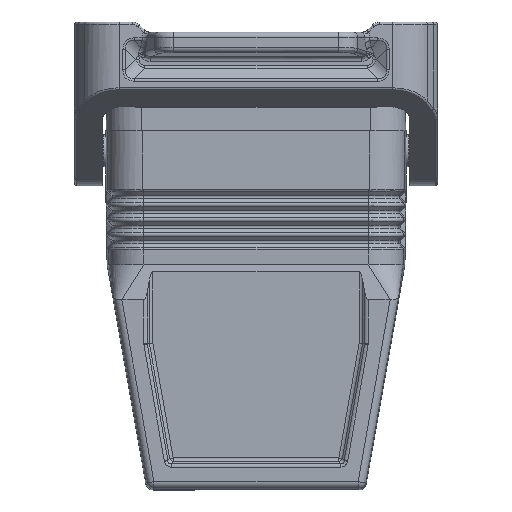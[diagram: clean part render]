
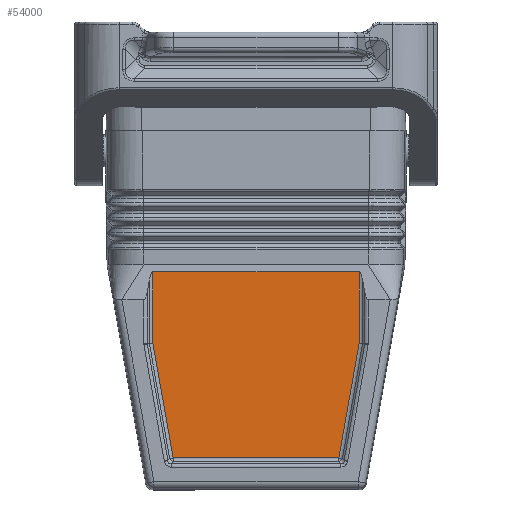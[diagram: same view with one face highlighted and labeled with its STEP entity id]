
A CAD part, front view. The second image highlights one B-rep face of the part: STEP entity #54000.
In plain terms, the highlighted face is planar.
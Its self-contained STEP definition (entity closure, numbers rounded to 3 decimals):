
#53450=CARTESIAN_POINT('',(70.874,64.361,
44.579));
#53460=DIRECTION('',(1.,0.,0.));
#53470=DIRECTION('',(0.,1.,0.));
#53480=AXIS2_PLACEMENT_3D('',#53450,#53460,#53470);
#53490=PLANE('',#53480);
#53500=CARTESIAN_POINT('',(70.874,24.311,12.));
#53510=DIRECTION('',(0.,-0.174,-0.985));
#53520=VECTOR('',#53510,1.);
#53530=LINE('',#53500,#53520);
#53540=CARTESIAN_POINT('',(70.874,33.759,
65.586));
#53550=VERTEX_POINT('',#53540);
#53560=CARTESIAN_POINT('',(70.874,29.724,
42.701));
#53570=VERTEX_POINT('',#53560);
#53580=EDGE_CURVE('',#53550,#53570,#53530,.T.);
#53590=ORIENTED_EDGE('',*,*,#53580,.T.);
#53600=CARTESIAN_POINT('',(70.874,0.,65.586));
#53610=DIRECTION('',(0.,1.,0.));
#53620=VECTOR('',#53610,1.);
#53630=LINE('',#53600,#53620);
#53640=CARTESIAN_POINT('',(70.874,66.861,
65.586));
#53650=VERTEX_POINT('',#53640);
#53660=EDGE_CURVE('',#53550,#53650,#53630,.T.);
#53670=ORIENTED_EDGE('',*,*,#53660,.F.);
#53680=CARTESIAN_POINT('',(70.874,76.309,12.));
#53690=DIRECTION('',(0.,0.174,-0.985));
#53700=VECTOR('',#53690,1.);
#53710=LINE('',#53680,#53700);
#53720=CARTESIAN_POINT('',(70.874,70.896,
42.701));
#53730=VERTEX_POINT('',#53720);
#53740=EDGE_CURVE('',#53650,#53730,#53710,.T.);
#53750=ORIENTED_EDGE('',*,*,#53740,.F.);
#53760=CARTESIAN_POINT('',(70.874,70.896,12.));
#53770=DIRECTION('',(0.,0.,-1.));
#53780=VECTOR('',#53770,1.);
#53790=LINE('',#53760,#53780);
#53800=CARTESIAN_POINT('',(70.874,70.896,
28.452));
#53810=VERTEX_POINT('',#53800);
#53820=EDGE_CURVE('',#53730,#53810,#53790,.T.);
#53830=ORIENTED_EDGE('',*,*,#53820,.F.);
#53840=CARTESIAN_POINT('',(70.874,0.,28.452));
#53850=DIRECTION('',(0.,-1.,0.));
#53860=VECTOR('',#53850,1.);
#53870=LINE('',#53840,#53860);
#53880=CARTESIAN_POINT('',(70.874,29.724,
28.452));
#53890=VERTEX_POINT('',#53880);
#53900=EDGE_CURVE('',#53810,#53890,#53870,.T.);
#53910=ORIENTED_EDGE('',*,*,#53900,.F.);
#53920=CARTESIAN_POINT('',(70.874,29.724,12.));
#53930=DIRECTION('',(0.,0.,-1.));
#53940=VECTOR('',#53930,1.);
#53950=LINE('',#53920,#53940);
#53960=EDGE_CURVE('',#53570,#53890,#53950,.T.);
#53970=ORIENTED_EDGE('',*,*,#53960,.T.);
#53980=EDGE_LOOP('',(#53970,#53910,#53830,#53750,#53670,#53590));
#53990=FACE_OUTER_BOUND('',#53980,.T.);
#54000=ADVANCED_FACE('',(#53990),#53490,.T.);
